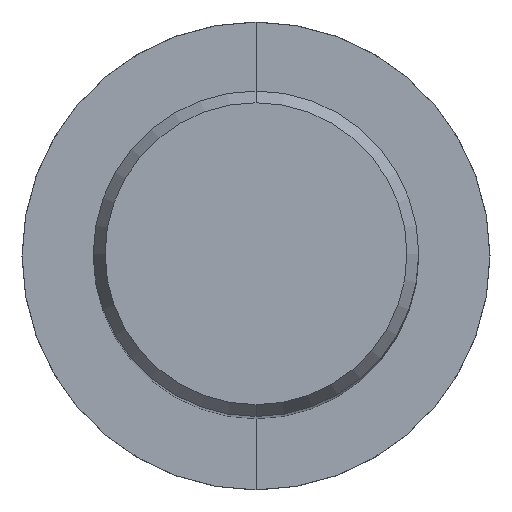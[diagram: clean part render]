
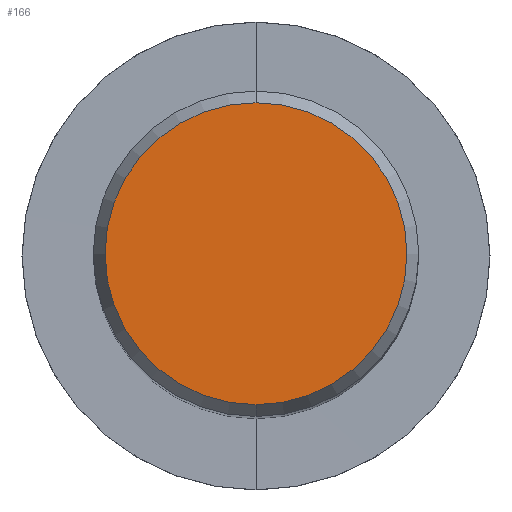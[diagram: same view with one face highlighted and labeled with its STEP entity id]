
A CAD part, top view. The second image highlights one B-rep face of the part: STEP entity #166.
In plain terms, the highlighted planar face has unit normal (0, 0, 1).
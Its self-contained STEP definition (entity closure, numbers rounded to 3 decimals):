
#134=EDGE_CURVE('',#152,#158,#253,.T.);
#152=VERTEX_POINT('',#274);
#156=EDGE_CURVE('',#158,#152,#278,.T.);
#158=VERTEX_POINT('',#280);
#166=ADVANCED_FACE('',(#290),#291,.T.);
#253=CIRCLE('',#391,5.892);
#274=CARTESIAN_POINT('',(0.0,5.892,0.01));
#278=CIRCLE('',#419,5.892);
#280=CARTESIAN_POINT('',(0.,-5.892,0.01));
#290=FACE_OUTER_BOUND('',#432,.T.);
#291=PLANE('',#433);
#391=AXIS2_PLACEMENT_3D('',#502,#503,#504);
#419=AXIS2_PLACEMENT_3D('',#538,#539,#540);
#432=EDGE_LOOP('',(#559,#560));
#433=AXIS2_PLACEMENT_3D('',#561,#562,#563);
#502=CARTESIAN_POINT('',(0.0,0.0,0.01));
#503=DIRECTION('',(0.0,0.0,-1.0));
#504=DIRECTION('',(0.0,1.0,0.0));
#538=CARTESIAN_POINT('',(0.0,0.0,0.01));
#539=DIRECTION('',(0.0,0.0,-1.0));
#540=DIRECTION('',(0.0,1.0,0.0));
#559=ORIENTED_EDGE('',*,*,#134,.F.);
#560=ORIENTED_EDGE('',*,*,#156,.F.);
#561=CARTESIAN_POINT('',(0.0,2.946,0.01));
#562=DIRECTION('',(-0.0,0.0,1.0));
#563=DIRECTION('',(0.0,-1.0,0.0));
